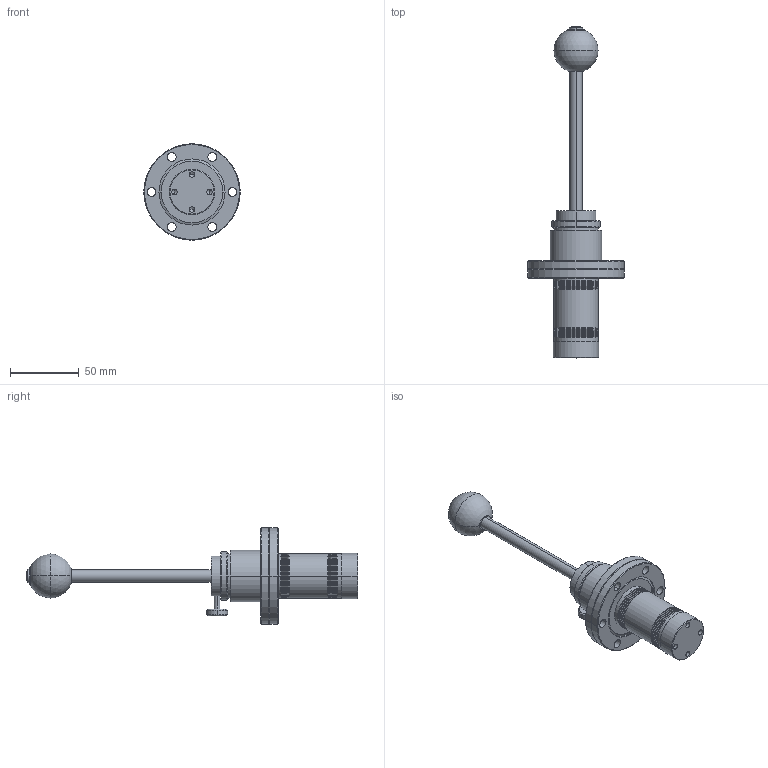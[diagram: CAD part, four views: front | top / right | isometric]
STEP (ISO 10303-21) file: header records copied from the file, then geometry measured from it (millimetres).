
FILE_DESCRIPTION((''),'2;1');
FILE_NAME('ZLDP210','2012-01-17T',('graeme.farley'),(''),'PRO/ENGINEER BY PARAMETRIC TECHNOLOGY CORPORATION, 2010140','PRO/ENGINEER BY PARAMETRIC TECHNOLOGY CORPORATION, 2010140','');
FILE_SCHEMA(('CONFIG_CONTROL_DESIGN'));
Length unit declared in the file: millimetre
Products named in the file (1): ZLDP210
Bounding box: 70 x 241 x 70 mm (x, y, z)
Volume: 150592 mm3; surface area: 35275.7 mm2
Topology: 1 solids, 1 shells, 190 faces, 415 edges, 236 vertices
Faces by surface type: cone 106, cylinder 64, plane 16, sphere 4
Entity records: 5196 total; most frequent: DIRECTION 1015, CARTESIAN_POINT 860, ORIENTED_EDGE 814, AXIS2_PLACEMENT_3D 422, EDGE_CURVE 407, VERTEX_POINT 236, CIRCLE 232, EDGE_LOOP 219
